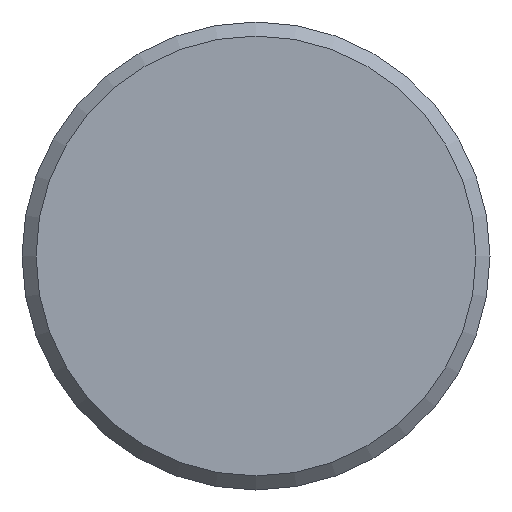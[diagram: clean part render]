
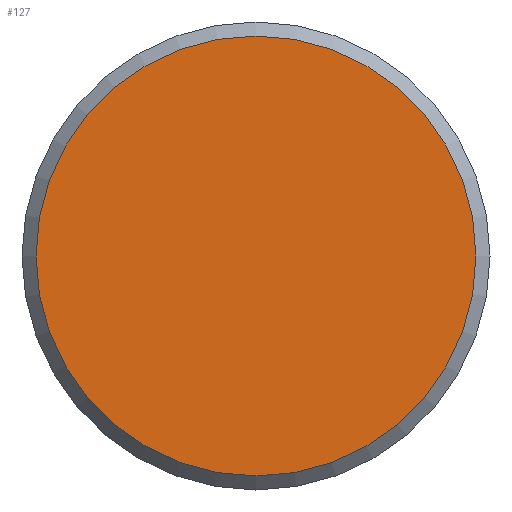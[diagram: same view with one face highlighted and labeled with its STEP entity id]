
A CAD part, front view. The second image highlights one B-rep face of the part: STEP entity #127.
In plain terms, the highlighted planar face has unit normal (0, -1, 0).
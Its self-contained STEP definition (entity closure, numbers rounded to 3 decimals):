
#127 = ADVANCED_FACE( '', ( #263 ), #264, .F. );
#263 = FACE_OUTER_BOUND( '', #391, .T. );
#264 = PLANE( '', #392 );
#391 = EDGE_LOOP( '', ( #645 ) );
#392 = AXIS2_PLACEMENT_3D( '', #646, #647, #648 );
#645 = ORIENTED_EDGE( '', *, *, #705, .T. );
#646 = CARTESIAN_POINT( '', ( 23.5, 0., 0. ) );
#647 = DIRECTION( '', ( 0., 1., 0. ) );
#648 = DIRECTION( '', ( -1., 0., 0. ) );
#705 = EDGE_CURVE( '', #828, #828, #829, .T. );
#828 = VERTEX_POINT( '', #1063 );
#829 = CIRCLE( '', #1064, 23.5 );
#1063 = CARTESIAN_POINT( '', ( 23.5, 0., 0. ) );
#1064 = AXIS2_PLACEMENT_3D( '', #1206, #1207, #1208 );
#1206 = CARTESIAN_POINT( '', ( 0., 0., 0. ) );
#1207 = DIRECTION( '', ( 0., -1., 0. ) );
#1208 = DIRECTION( '', ( 1., 0., 0. ) );
